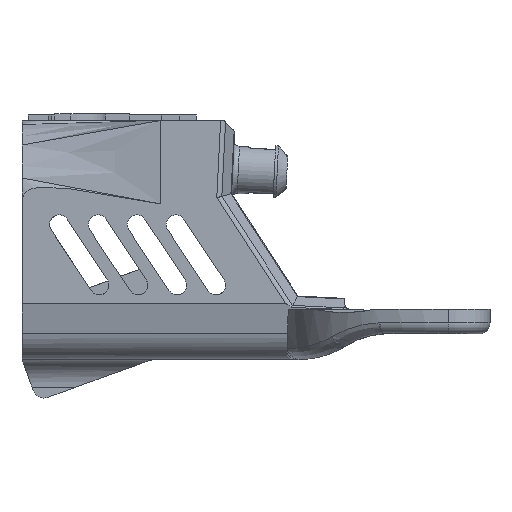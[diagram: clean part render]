
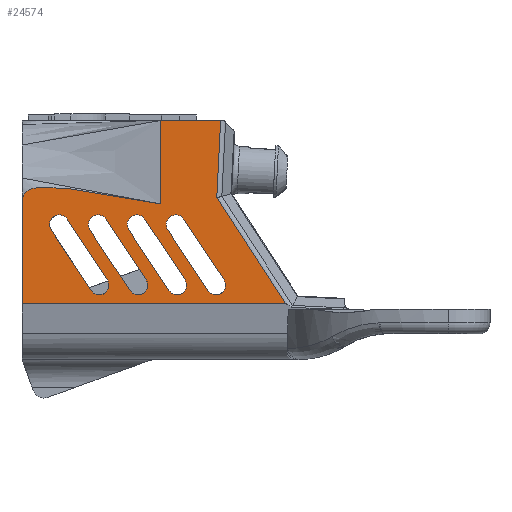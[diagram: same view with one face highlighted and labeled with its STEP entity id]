
A CAD part, front view. The second image highlights one B-rep face of the part: STEP entity #24574.
In plain terms, the highlighted planar face has unit normal (0, -1, 0).
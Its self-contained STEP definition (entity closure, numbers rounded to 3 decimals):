
#936=B_SPLINE_CURVE_WITH_KNOTS('',3,(#45749,#45750,#45751,#45752,#45753,
#45754,#45755,#45756,#45757,#45758,#45759,#45760,#45761,#45762,#45763,#45764),
 .UNSPECIFIED.,.F.,.F.,(4,2,2,2,2,2,2,4),(0.,0.804,1.937,
2.478,3.001,3.279,3.498,3.85),
 .UNSPECIFIED.);
#1623=FACE_BOUND('',#4451,.T.);
#1624=FACE_BOUND('',#4452,.T.);
#1625=FACE_BOUND('',#4453,.T.);
#1626=FACE_BOUND('',#4454,.T.);
#1751=CIRCLE('',#25468,1.741);
#1753=CIRCLE('',#25471,1.741);
#1755=CIRCLE('',#25474,1.741);
#1757=CIRCLE('',#25477,1.741);
#1897=CIRCLE('',#25818,1.741);
#1898=CIRCLE('',#25819,1.741);
#1899=CIRCLE('',#25820,1.741);
#1900=CIRCLE('',#25821,1.741);
#3058=FACE_OUTER_BOUND('',#4450,.T.);
#4450=EDGE_LOOP('',(#20856,#20857,#20858,#20859,#20860,#20861,#20862));
#4451=EDGE_LOOP('',(#20863,#20864,#20865,#20866));
#4452=EDGE_LOOP('',(#20867,#20868,#20869,#20870));
#4453=EDGE_LOOP('',(#20871,#20872,#20873,#20874));
#4454=EDGE_LOOP('',(#20875,#20876,#20877,#20878));
#6275=LINE('',#44285,#8587);
#6283=LINE('',#44321,#8595);
#6318=LINE('',#44592,#8630);
#6353=LINE('',#44998,#8665);
#6551=LINE('',#45748,#8863);
#6552=LINE('',#45765,#8864);
#6553=LINE('',#45767,#8865);
#6554=LINE('',#45770,#8866);
#6555=LINE('',#45772,#8867);
#6556=LINE('',#45775,#8868);
#6557=LINE('',#45777,#8869);
#6558=LINE('',#45780,#8870);
#6559=LINE('',#45782,#8871);
#6560=LINE('',#45785,#8872);
#8587=VECTOR('',#28746,1000.);
#8595=VECTOR('',#28780,1000.);
#8630=VECTOR('',#28885,1000.);
#8665=VECTOR('',#29040,1000.);
#8863=VECTOR('',#29530,1000.);
#8864=VECTOR('',#29531,1000.);
#8865=VECTOR('',#29532,1000.);
#8866=VECTOR('',#29535,1000.);
#8867=VECTOR('',#29536,1000.);
#8868=VECTOR('',#29539,1000.);
#8869=VECTOR('',#29540,1000.);
#8870=VECTOR('',#29543,1000.);
#8871=VECTOR('',#29544,1000.);
#8872=VECTOR('',#29547,1000.);
#11051=VERTEX_POINT('',#43365);
#11052=VERTEX_POINT('',#43367);
#11056=VERTEX_POINT('',#43389);
#11057=VERTEX_POINT('',#43391);
#11061=VERTEX_POINT('',#43413);
#11062=VERTEX_POINT('',#43415);
#11066=VERTEX_POINT('',#43437);
#11067=VERTEX_POINT('',#43439);
#11159=VERTEX_POINT('',#44282);
#11160=VERTEX_POINT('',#44284);
#11175=VERTEX_POINT('',#44319);
#11226=VERTEX_POINT('',#44589);
#11227=VERTEX_POINT('',#44591);
#11456=VERTEX_POINT('',#45746);
#11457=VERTEX_POINT('',#45747);
#11458=VERTEX_POINT('',#45766);
#11459=VERTEX_POINT('',#45768);
#11460=VERTEX_POINT('',#45771);
#11461=VERTEX_POINT('',#45773);
#11462=VERTEX_POINT('',#45776);
#11463=VERTEX_POINT('',#45778);
#11464=VERTEX_POINT('',#45781);
#11465=VERTEX_POINT('',#45783);
#14165=EDGE_CURVE('',#11051,#11052,#1751,.T.);
#14170=EDGE_CURVE('',#11056,#11057,#1753,.T.);
#14175=EDGE_CURVE('',#11061,#11062,#1755,.T.);
#14180=EDGE_CURVE('',#11066,#11067,#1757,.T.);
#14307=EDGE_CURVE('',#11159,#11160,#6275,.T.);
#14324=EDGE_CURVE('',#11175,#11159,#6283,.T.);
#14385=EDGE_CURVE('',#11226,#11227,#6318,.T.);
#14480=EDGE_CURVE('',#11226,#11160,#6353,.T.);
#14764=EDGE_CURVE('',#11456,#11457,#6551,.T.);
#14765=EDGE_CURVE('',#11457,#11227,#936,.T.);
#14766=EDGE_CURVE('',#11456,#11175,#6552,.T.);
#14767=EDGE_CURVE('',#11458,#11051,#6553,.T.);
#14768=EDGE_CURVE('',#11459,#11458,#1897,.T.);
#14769=EDGE_CURVE('',#11459,#11052,#6554,.T.);
#14770=EDGE_CURVE('',#11460,#11056,#6555,.T.);
#14771=EDGE_CURVE('',#11461,#11460,#1898,.T.);
#14772=EDGE_CURVE('',#11461,#11057,#6556,.T.);
#14773=EDGE_CURVE('',#11462,#11061,#6557,.T.);
#14774=EDGE_CURVE('',#11463,#11462,#1899,.T.);
#14775=EDGE_CURVE('',#11463,#11062,#6558,.T.);
#14776=EDGE_CURVE('',#11464,#11066,#6559,.T.);
#14777=EDGE_CURVE('',#11465,#11464,#1900,.T.);
#14778=EDGE_CURVE('',#11465,#11067,#6560,.T.);
#20856=ORIENTED_EDGE('',*,*,#14764,.T.);
#20857=ORIENTED_EDGE('',*,*,#14765,.T.);
#20858=ORIENTED_EDGE('',*,*,#14385,.F.);
#20859=ORIENTED_EDGE('',*,*,#14480,.T.);
#20860=ORIENTED_EDGE('',*,*,#14307,.F.);
#20861=ORIENTED_EDGE('',*,*,#14324,.F.);
#20862=ORIENTED_EDGE('',*,*,#14766,.F.);
#20863=ORIENTED_EDGE('',*,*,#14767,.F.);
#20864=ORIENTED_EDGE('',*,*,#14768,.F.);
#20865=ORIENTED_EDGE('',*,*,#14769,.T.);
#20866=ORIENTED_EDGE('',*,*,#14165,.F.);
#20867=ORIENTED_EDGE('',*,*,#14770,.F.);
#20868=ORIENTED_EDGE('',*,*,#14771,.F.);
#20869=ORIENTED_EDGE('',*,*,#14772,.T.);
#20870=ORIENTED_EDGE('',*,*,#14170,.F.);
#20871=ORIENTED_EDGE('',*,*,#14773,.F.);
#20872=ORIENTED_EDGE('',*,*,#14774,.F.);
#20873=ORIENTED_EDGE('',*,*,#14775,.T.);
#20874=ORIENTED_EDGE('',*,*,#14175,.F.);
#20875=ORIENTED_EDGE('',*,*,#14776,.F.);
#20876=ORIENTED_EDGE('',*,*,#14777,.F.);
#20877=ORIENTED_EDGE('',*,*,#14778,.T.);
#20878=ORIENTED_EDGE('',*,*,#14180,.F.);
#23401=PLANE('',#25817);
#24574=ADVANCED_FACE('',(#3058,#1623,#1624,#1625,#1626),#23401,.F.);
#25468=AXIS2_PLACEMENT_3D('',#43368,#28495,#28496);
#25471=AXIS2_PLACEMENT_3D('',#43392,#28503,#28504);
#25474=AXIS2_PLACEMENT_3D('',#43416,#28511,#28512);
#25477=AXIS2_PLACEMENT_3D('',#43440,#28519,#28520);
#25817=AXIS2_PLACEMENT_3D('',#45745,#29528,#29529);
#25818=AXIS2_PLACEMENT_3D('',#45769,#29533,#29534);
#25819=AXIS2_PLACEMENT_3D('',#45774,#29537,#29538);
#25820=AXIS2_PLACEMENT_3D('',#45779,#29541,#29542);
#25821=AXIS2_PLACEMENT_3D('',#45784,#29545,#29546);
#28495=DIRECTION('center_axis',(0.,-1.,0.));
#28496=DIRECTION('ref_axis',(0.,0.,-1.));
#28503=DIRECTION('center_axis',(0.,-1.,0.));
#28504=DIRECTION('ref_axis',(0.,0.,-1.));
#28511=DIRECTION('center_axis',(0.,-1.,0.));
#28512=DIRECTION('ref_axis',(0.,0.,-1.));
#28519=DIRECTION('center_axis',(0.,-1.,0.));
#28520=DIRECTION('ref_axis',(0.,0.,-1.));
#28746=DIRECTION('',(0.544,0.,-0.839));
#28780=DIRECTION('',(-0.05,0.,-0.999));
#28885=DIRECTION('',(0.,0.,1.));
#29040=DIRECTION('',(1.,0.,0.));
#29528=DIRECTION('center_axis',(0.,1.,0.));
#29529=DIRECTION('ref_axis',(1.,0.,0.));
#29530=DIRECTION('',(0.,0.,-1.));
#29531=DIRECTION('',(1.,0.,0.));
#29532=DIRECTION('',(0.552,0.,-0.834));
#29533=DIRECTION('center_axis',(0.,-1.,0.));
#29534=DIRECTION('ref_axis',(0.,0.,-1.));
#29535=DIRECTION('',(0.552,0.,-0.834));
#29536=DIRECTION('',(0.552,0.,-0.834));
#29537=DIRECTION('center_axis',(0.,-1.,0.));
#29538=DIRECTION('ref_axis',(0.,0.,-1.));
#29539=DIRECTION('',(0.552,0.,-0.834));
#29540=DIRECTION('',(0.552,0.,-0.834));
#29541=DIRECTION('center_axis',(0.,-1.,0.));
#29542=DIRECTION('ref_axis',(0.,0.,-1.));
#29543=DIRECTION('',(0.552,0.,-0.834));
#29544=DIRECTION('',(0.552,0.,-0.834));
#29545=DIRECTION('center_axis',(0.,-1.,0.));
#29546=DIRECTION('ref_axis',(0.,0.,-1.));
#29547=DIRECTION('',(0.552,0.,-0.834));
#43365=CARTESIAN_POINT('',(1.441,0.,-7.61));
#43367=CARTESIAN_POINT('',(4.346,0.,-5.689));
#43368=CARTESIAN_POINT('Origin',(2.893,0.,-6.65));
#43389=CARTESIAN_POINT('',(-5.559,0.,-7.61));
#43391=CARTESIAN_POINT('',(-2.654,0.,-5.689));
#43392=CARTESIAN_POINT('Origin',(-4.107,0.,-6.65));
#43413=CARTESIAN_POINT('',(8.441,0.,-7.61));
#43415=CARTESIAN_POINT('',(11.346,0.,-5.689));
#43416=CARTESIAN_POINT('Origin',(9.893,0.,-6.65));
#43437=CARTESIAN_POINT('',(-12.559,0.,-7.61));
#43439=CARTESIAN_POINT('',(-9.654,0.,-5.689));
#43440=CARTESIAN_POINT('Origin',(-11.107,0.,-6.65));
#44282=CARTESIAN_POINT('',(10.042,0.,9.102));
#44284=CARTESIAN_POINT('',(22.432,0.,-10.));
#44285=CARTESIAN_POINT('',(10.53,0.,8.35));
#44319=CARTESIAN_POINT('',(10.74,0.,23.));
#44321=CARTESIAN_POINT('',(9.914,0.,6.545));
#44589=CARTESIAN_POINT('',(-25.,0.,-10.));
#44591=CARTESIAN_POINT('',(-25.,0.,8.));
#44592=CARTESIAN_POINT('',(-25.,0.,-20.));
#44998=CARTESIAN_POINT('',(-12.5,0.,-10.));
#45745=CARTESIAN_POINT('Origin',(0.,0.,1.5));
#45746=CARTESIAN_POINT('',(0.,0.,23.));
#45747=CARTESIAN_POINT('',(0.,0.,8.002));
#45748=CARTESIAN_POINT('',(0.,0.,12.126));
#45749=CARTESIAN_POINT('Ctrl Pts',(0.,0.,
8.002));
#45750=CARTESIAN_POINT('Ctrl Pts',(-2.636,0.,
8.49));
#45751=CARTESIAN_POINT('Ctrl Pts',(-5.557,0.,
9.021));
#45752=CARTESIAN_POINT('Ctrl Pts',(-12.011,0.,
10.123));
#45753=CARTESIAN_POINT('Ctrl Pts',(-15.497,0.,
10.66));
#45754=CARTESIAN_POINT('Ctrl Pts',(-19.342,0.,
11.003));
#45755=CARTESIAN_POINT('Ctrl Pts',(-20.486,0.,
11.056));
#45756=CARTESIAN_POINT('Ctrl Pts',(-22.396,0.,
10.951));
#45757=CARTESIAN_POINT('Ctrl Pts',(-23.106,0.,
10.803));
#45758=CARTESIAN_POINT('Ctrl Pts',(-23.922,0.,
10.414));
#45759=CARTESIAN_POINT('Ctrl Pts',(-24.177,0.,
10.237));
#45760=CARTESIAN_POINT('Ctrl Pts',(-24.552,0.,
9.818));
#45761=CARTESIAN_POINT('Ctrl Pts',(-24.677,0.,
9.61));
#45762=CARTESIAN_POINT('Ctrl Pts',(-24.921,0.,
9.013));
#45763=CARTESIAN_POINT('Ctrl Pts',(-25.,0.,8.561));
#45764=CARTESIAN_POINT('Ctrl Pts',(-25.,0.,8.));
#45765=CARTESIAN_POINT('',(-25.,0.,23.));
#45766=CARTESIAN_POINT('',(-5.782,0.,3.314));
#45767=CARTESIAN_POINT('',(-5.782,0.,3.314));
#45768=CARTESIAN_POINT('',(-2.878,0.,5.234));
#45769=CARTESIAN_POINT('Origin',(-4.33,0.,4.274));
#45770=CARTESIAN_POINT('',(-2.878,0.,5.234));
#45771=CARTESIAN_POINT('',(-12.782,0.,3.314));
#45772=CARTESIAN_POINT('',(-12.782,0.,3.314));
#45773=CARTESIAN_POINT('',(-9.878,0.,5.234));
#45774=CARTESIAN_POINT('Origin',(-11.33,0.,4.274));
#45775=CARTESIAN_POINT('',(-9.878,0.,5.234));
#45776=CARTESIAN_POINT('',(1.218,0.,3.314));
#45777=CARTESIAN_POINT('',(1.218,0.,3.314));
#45778=CARTESIAN_POINT('',(4.122,0.,5.234));
#45779=CARTESIAN_POINT('Origin',(2.67,0.,4.274));
#45780=CARTESIAN_POINT('',(4.122,0.,5.234));
#45781=CARTESIAN_POINT('',(-19.782,0.,3.314));
#45782=CARTESIAN_POINT('',(-19.782,0.,3.314));
#45783=CARTESIAN_POINT('',(-16.878,0.,5.234));
#45784=CARTESIAN_POINT('Origin',(-18.33,0.,4.274));
#45785=CARTESIAN_POINT('',(-16.878,0.,5.234));
